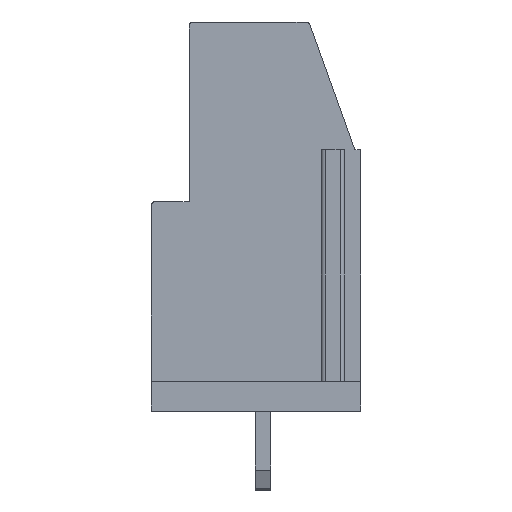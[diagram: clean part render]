
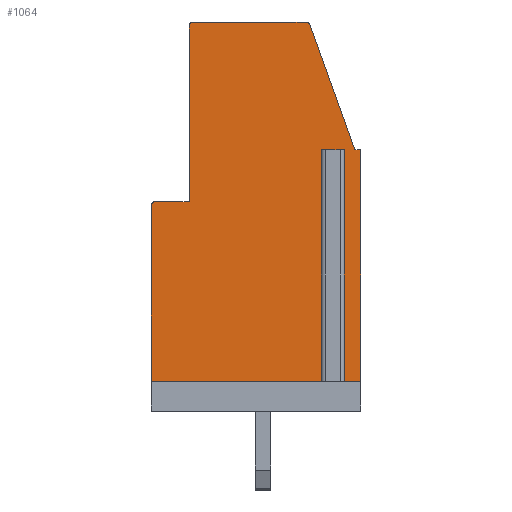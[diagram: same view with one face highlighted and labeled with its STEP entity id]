
A CAD part, left-side view. The second image highlights one B-rep face of the part: STEP entity #1064.
In plain terms, the highlighted planar face has unit normal (-1, 0, 0).
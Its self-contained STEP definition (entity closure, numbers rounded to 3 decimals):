
#1064=ADVANCED_FACE('',(#7132),#7134,.T.);
#7132=FACE_BOUND('',#7133,.T.);
#7133=EDGE_LOOP('',(#12208,#12209,#12210,#12211,#12212,#12213,#12214,#12215,#12216,
#12217,#12218,#12219,#12220,#12221,#12222));
#7134=PLANE('',#7135);
#7135=AXIS2_PLACEMENT_3D('',#7136,#7137,#7138);
#7136=CARTESIAN_POINT('',(-2.5,0.,0.));
#7137=DIRECTION('',(-1.,0.,0.));
#7138=DIRECTION('',(0.,0.,-1.));
#12208=ORIENTED_EDGE('',*,*,#15504,.F.);
#12209=ORIENTED_EDGE('',*,*,#15505,.F.);
#12210=ORIENTED_EDGE('',*,*,#15506,.F.);
#12211=ORIENTED_EDGE('',*,*,#15229,.T.);
#12212=ORIENTED_EDGE('',*,*,#15467,.T.);
#12213=ORIENTED_EDGE('',*,*,#15507,.T.);
#12214=ORIENTED_EDGE('',*,*,#15508,.T.);
#12215=ORIENTED_EDGE('',*,*,#15509,.T.);
#12216=ORIENTED_EDGE('',*,*,#15510,.T.);
#12217=ORIENTED_EDGE('',*,*,#15511,.T.);
#12218=ORIENTED_EDGE('',*,*,#15512,.T.);
#12219=ORIENTED_EDGE('',*,*,#15513,.T.);
#12220=ORIENTED_EDGE('',*,*,#15514,.T.);
#12221=ORIENTED_EDGE('',*,*,#15515,.T.);
#12222=ORIENTED_EDGE('',*,*,#15235,.T.);
#15229=EDGE_CURVE('',#16927,#16925,#16928,.T.);
#15235=EDGE_CURVE('',#16939,#16937,#16940,.T.);
#15467=EDGE_CURVE('',#16925,#17395,#17397,.T.);
#15504=EDGE_CURVE('',#17470,#16937,#17471,.T.);
#15505=EDGE_CURVE('',#17472,#17470,#17473,.F.);
#15506=EDGE_CURVE('',#16927,#17472,#17474,.T.);
#15507=EDGE_CURVE('',#17395,#17475,#17476,.T.);
#15508=EDGE_CURVE('',#17475,#17477,#17478,.T.);
#15509=EDGE_CURVE('',#17477,#17479,#17480,.T.);
#15510=EDGE_CURVE('',#17479,#17481,#17482,.T.);
#15511=EDGE_CURVE('',#17481,#17483,#17484,.T.);
#15512=EDGE_CURVE('',#17483,#17485,#17486,.T.);
#15513=EDGE_CURVE('',#17485,#17487,#17488,.T.);
#15514=EDGE_CURVE('',#17487,#17489,#17490,.T.);
#15515=EDGE_CURVE('',#17489,#16939,#17491,.T.);
#16925=VERTEX_POINT('',#19699);
#16927=VERTEX_POINT('',#19703);
#16928=LINE('',#19704,#19705);
#16937=VERTEX_POINT('',#19725);
#16939=VERTEX_POINT('',#19729);
#16940=LINE('',#19730,#19731);
#17395=VERTEX_POINT('',#20680);
#17397=LINE('',#20684,#20685);
#17470=VERTEX_POINT('',#20831);
#17471=LINE('',#20832,#20833);
#17472=VERTEX_POINT('',#20835);
#17473=LINE('',#20836,#20837);
#17474=LINE('',#20839,#20840);
#17475=VERTEX_POINT('',#20842);
#17476=LINE('',#20843,#20844);
#17477=VERTEX_POINT('',#20846);
#17478=LINE('',#20847,#20848);
#17479=VERTEX_POINT('',#20850);
#17480=CIRCLE('',#20851,0.2);
#17481=VERTEX_POINT('',#20855);
#17482=LINE('',#20856,#20857);
#17483=VERTEX_POINT('',#20859);
#17484=CIRCLE('',#20860,0.2);
#17485=VERTEX_POINT('',#20864);
#17486=LINE('',#20865,#20866);
#17487=VERTEX_POINT('',#20868);
#17488=LINE('',#20869,#20870);
#17489=VERTEX_POINT('',#20872);
#17490=CIRCLE('',#20873,0.2);
#17491=LINE('',#20877,#20878);
#19699=CARTESIAN_POINT('',(-2.5,-4.9,1.5));
#19703=CARTESIAN_POINT('',(-2.5,-3.925,1.5));
#19704=CARTESIAN_POINT('',(-2.5,-3.925,1.5));
#19705=VECTOR('',#19706,1.);
#19706=DIRECTION('',(0.,-1.,0.));
#19725=CARTESIAN_POINT('',(-2.5,-3.075,1.5));
#19729=CARTESIAN_POINT('',(-2.5,5.6,1.5));
#19730=CARTESIAN_POINT('',(-2.5,5.6,1.5));
#19731=VECTOR('',#19732,1.);
#19732=DIRECTION('',(0.,-1.,0.));
#20680=CARTESIAN_POINT('',(-2.5,-4.9,13.1));
#20684=CARTESIAN_POINT('',(-2.5,-4.9,1.5));
#20685=VECTOR('',#20686,1.);
#20686=DIRECTION('',(0.,0.,1.));
#20831=CARTESIAN_POINT('',(-2.5,-3.075,13.1));
#20832=CARTESIAN_POINT('',(-2.5,-3.075,13.1));
#20833=VECTOR('',#20834,1.);
#20834=DIRECTION('',(0.,0.,-1.));
#20835=CARTESIAN_POINT('',(-2.5,-3.925,13.1));
#20836=CARTESIAN_POINT('',(-2.5,-3.075,13.1));
#20837=VECTOR('',#20838,1.);
#20838=DIRECTION('',(0.,-1.,0.));
#20839=CARTESIAN_POINT('',(-2.5,-3.925,1.5));
#20840=VECTOR('',#20841,1.);
#20841=DIRECTION('',(0.,0.,1.));
#20842=CARTESIAN_POINT('',(-2.5,-4.6,13.1));
#20843=CARTESIAN_POINT('',(-2.5,-4.9,13.1));
#20844=VECTOR('',#20845,1.);
#20845=DIRECTION('',(0.,1.,0.));
#20846=CARTESIAN_POINT('',(-2.5,-2.348,19.368));
#20847=CARTESIAN_POINT('',(-2.5,-4.6,13.1));
#20848=VECTOR('',#20849,1.);
#20849=DIRECTION('',(0.,0.338,0.941));
#20850=CARTESIAN_POINT('',(-2.5,-2.159,19.5));
#20851=AXIS2_PLACEMENT_3D('',#20852,#20853,#20854);
#20852=CARTESIAN_POINT('',(-2.5,-2.159,19.3));
#20853=DIRECTION('',(-1.,-0.,-0.));
#20854=DIRECTION('',(0.,-0.941,0.338));
#20855=CARTESIAN_POINT('',(-2.5,3.5,19.5));
#20856=CARTESIAN_POINT('',(-2.5,-2.159,19.5));
#20857=VECTOR('',#20858,1.);
#20858=DIRECTION('',(0.,1.,0.));
#20859=CARTESIAN_POINT('',(-2.5,3.7,19.3));
#20860=AXIS2_PLACEMENT_3D('',#20861,#20862,#20863);
#20861=CARTESIAN_POINT('',(-2.5,3.5,19.3));
#20862=DIRECTION('',(-1.,-0.,-0.));
#20863=DIRECTION('',(0.,0.,1.));
#20864=CARTESIAN_POINT('',(-2.5,3.7,10.5));
#20865=CARTESIAN_POINT('',(-2.5,3.7,19.3));
#20866=VECTOR('',#20867,1.);
#20867=DIRECTION('',(0.,0.,-1.));
#20868=CARTESIAN_POINT('',(-2.5,5.4,10.5));
#20869=CARTESIAN_POINT('',(-2.5,3.7,10.5));
#20870=VECTOR('',#20871,1.);
#20871=DIRECTION('',(0.,1.,0.));
#20872=CARTESIAN_POINT('',(-2.5,5.6,10.3));
#20873=AXIS2_PLACEMENT_3D('',#20874,#20875,#20876);
#20874=CARTESIAN_POINT('',(-2.5,5.4,10.3));
#20875=DIRECTION('',(-1.,-0.,-0.));
#20876=DIRECTION('',(0.,0.,1.));
#20877=CARTESIAN_POINT('',(-2.5,5.6,10.3));
#20878=VECTOR('',#20879,1.);
#20879=DIRECTION('',(0.,0.,-1.));
